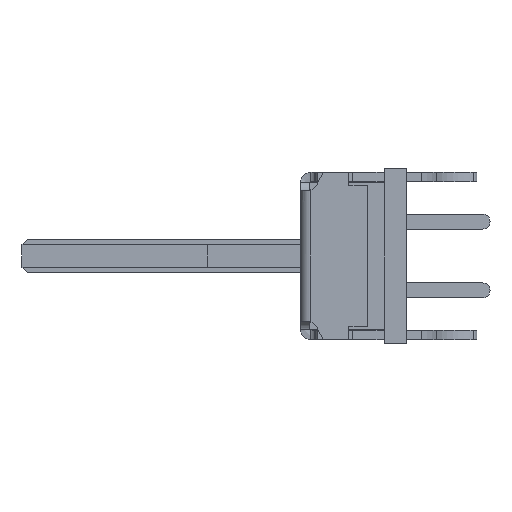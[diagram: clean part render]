
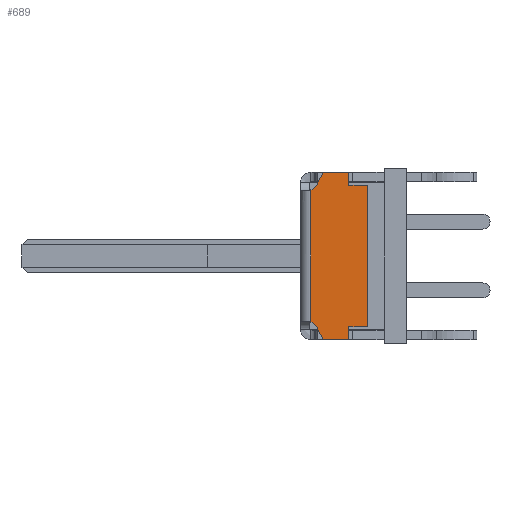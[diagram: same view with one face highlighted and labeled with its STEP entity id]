
A CAD part, left-side view. The second image highlights one B-rep face of the part: STEP entity #689.
In plain terms, the highlighted planar face has unit normal (-1, 0, 0).
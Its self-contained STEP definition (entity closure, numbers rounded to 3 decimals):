
#66 = VECTOR ( 'NONE', #9165, 1000. ) ;
#153 = DIRECTION ( 'NONE',  ( 0., -1., 0. ) ) ;
#160 = LINE ( 'NONE', #4005, #5011 ) ;
#200 = CIRCLE ( 'NONE', #1790, 0.65 ) ;
#253 = CARTESIAN_POINT ( 'NONE',  ( -37.5, 5.95, -3.559 ) ) ;
#269 = EDGE_CURVE ( 'NONE', #9722, #8659, #2059, .T. ) ;
#295 = ORIENTED_EDGE ( 'NONE', *, *, #1514, .F. ) ;
#399 = CARTESIAN_POINT ( 'NONE',  ( -37.5, 3.9, -3.8 ) ) ;
#451 = DIRECTION ( 'NONE',  ( 0., 1., 0. ) ) ;
#638 = PLANE ( 'NONE',  #7199 ) ;
#689 = ADVANCED_FACE ( 'NONE', ( #4435 ), #638, .T. ) ;
#690 = CARTESIAN_POINT ( 'NONE',  ( -37.5, 3.9, 4.5 ) ) ;
#723 = CARTESIAN_POINT ( 'NONE',  ( -37.5, 5.95, 0. ) ) ;
#824 = ORIENTED_EDGE ( 'NONE', *, *, #6480, .T. ) ;
#852 = CARTESIAN_POINT ( 'NONE',  ( -37.5, 4.726, 4.726 ) ) ;
#905 = CARTESIAN_POINT ( 'NONE',  ( -37.5, 5.761, -3.691 ) ) ;
#924 = EDGE_CURVE ( 'NONE', #4634, #6321, #8961, .T. ) ;
#1141 = LINE ( 'NONE', #8846, #4020 ) ;
#1399 = VERTEX_POINT ( 'NONE', #1954 ) ;
#1514 = EDGE_CURVE ( 'NONE', #5832, #3214, #4502, .T. ) ;
#1594 = VERTEX_POINT ( 'NONE', #9436 ) ;
#1609 = CARTESIAN_POINT ( 'NONE',  ( -37.5, 5.283, -4.5 ) ) ;
#1610 = DIRECTION ( 'NONE',  ( 0., -1., 0. ) ) ;
#1626 = EDGE_CURVE ( 'NONE', #1399, #4634, #2397, .T. ) ;
#1729 = EDGE_CURVE ( 'NONE', #3042, #5832, #1141, .T. ) ;
#1754 = DIRECTION ( 'NONE',  ( 0., -1., 0. ) ) ;
#1790 = AXIS2_PLACEMENT_3D ( 'NONE', #8315, #3070, #1610 ) ;
#1793 = DIRECTION ( 'NONE',  ( 0., -1., 0. ) ) ;
#1847 = CARTESIAN_POINT ( 'NONE',  ( -37.5, 2.9, 3.8 ) ) ;
#1954 = CARTESIAN_POINT ( 'NONE',  ( -37.5, 5.691, 3.761 ) ) ;
#2053 = CARTESIAN_POINT ( 'NONE',  ( -37.5, 5.569, -3.929 ) ) ;
#2058 = ORIENTED_EDGE ( 'NONE', *, *, #5392, .T. ) ;
#2059 = LINE ( 'NONE', #7998, #7827 ) ;
#2156 = DIRECTION ( 'NONE',  ( 0., 1., 0. ) ) ;
#2284 = EDGE_CURVE ( 'NONE', #7506, #6274, #200, .T. ) ;
#2396 = VERTEX_POINT ( 'NONE', #8710 ) ;
#2397 = LINE ( 'NONE', #852, #6728 ) ;
#2612 = ORIENTED_EDGE ( 'NONE', *, *, #7071, .F. ) ;
#2733 = CARTESIAN_POINT ( 'NONE',  ( -37.5, 6.15, 4.221 ) ) ;
#2839 = DIRECTION ( 'NONE',  ( -1., 0., 0. ) ) ;
#2848 = VERTEX_POINT ( 'NONE', #8451 ) ;
#2949 = VECTOR ( 'NONE', #6543, 1000. ) ;
#2952 = EDGE_CURVE ( 'NONE', #8792, #2848, #6440, .T. ) ;
#2999 = EDGE_CURVE ( 'NONE', #3732, #8792, #3344, .T. ) ;
#3008 = LINE ( 'NONE', #9805, #7589 ) ;
#3024 = EDGE_CURVE ( 'NONE', #3214, #1594, #9463, .T. ) ;
#3042 = VERTEX_POINT ( 'NONE', #4897 ) ;
#3049 = CARTESIAN_POINT ( 'NONE',  ( -37.5, 5.569, 3.929 ) ) ;
#3070 = DIRECTION ( 'NONE',  ( -1., 0., 0. ) ) ;
#3214 = VERTEX_POINT ( 'NONE', #2053 ) ;
#3340 = ORIENTED_EDGE ( 'NONE', *, *, #8287, .T. ) ;
#3344 = LINE ( 'NONE', #8696, #8831 ) ;
#3389 = DIRECTION ( 'NONE',  ( 0., 0., -1. ) ) ;
#3396 = ORIENTED_EDGE ( 'NONE', *, *, #1626, .T. ) ;
#3732 = VERTEX_POINT ( 'NONE', #690 ) ;
#3780 = DIRECTION ( 'NONE',  ( 0., -1., 0. ) ) ;
#3874 = CARTESIAN_POINT ( 'NONE',  ( -37.5, 6.221, 4.15 ) ) ;
#4005 = CARTESIAN_POINT ( 'NONE',  ( -37.5, 2.9, -3.8 ) ) ;
#4020 = VECTOR ( 'NONE', #451, 1000. ) ;
#4381 = DIRECTION ( 'NONE',  ( 0., 1., 0. ) ) ;
#4435 = FACE_OUTER_BOUND ( 'NONE', #5595, .T. ) ;
#4481 = CARTESIAN_POINT ( 'NONE',  ( -37.5, 0., 0. ) ) ;
#4502 = LINE ( 'NONE', #6047, #5447 ) ;
#4513 = VERTEX_POINT ( 'NONE', #6877 ) ;
#4634 = VERTEX_POINT ( 'NONE', #7019 ) ;
#4897 = CARTESIAN_POINT ( 'NONE',  ( -37.5, 3.9, -4.5 ) ) ;
#5011 = VECTOR ( 'NONE', #1754, 1000. ) ;
#5045 = CARTESIAN_POINT ( 'NONE',  ( -37.5, 2.9, 0. ) ) ;
#5228 = EDGE_CURVE ( 'NONE', #3732, #9722, #3008, .T. ) ;
#5273 = DIRECTION ( 'NONE',  ( 1., 0., 0. ) ) ;
#5392 = EDGE_CURVE ( 'NONE', #8659, #1399, #6445, .T. ) ;
#5447 = VECTOR ( 'NONE', #6899, 1000. ) ;
#5509 = ORIENTED_EDGE ( 'NONE', *, *, #1729, .F. ) ;
#5595 = EDGE_LOOP ( 'NONE', ( #824, #8189, #3340, #7730, #7494, #8986, #5870, #2058, #3396, #6369, #7264, #8263, #2612, #9803, #295, #5509 ) ) ;
#5687 = LINE ( 'NONE', #5045, #6644 ) ;
#5773 = EDGE_CURVE ( 'NONE', #6274, #6321, #6866, .T. ) ;
#5832 = VERTEX_POINT ( 'NONE', #1609 ) ;
#5870 = ORIENTED_EDGE ( 'NONE', *, *, #269, .T. ) ;
#5940 = EDGE_CURVE ( 'NONE', #2396, #4513, #160, .T. ) ;
#6047 = CARTESIAN_POINT ( 'NONE',  ( -37.5, 5.283, -4.5 ) ) ;
#6063 = CARTESIAN_POINT ( 'NONE',  ( -37.5, 4.726, -4.726 ) ) ;
#6165 = LINE ( 'NONE', #6063, #9828 ) ;
#6257 = DIRECTION ( 'NONE',  ( 0., 0., 1. ) ) ;
#6274 = VERTEX_POINT ( 'NONE', #253 ) ;
#6321 = VERTEX_POINT ( 'NONE', #7189 ) ;
#6369 = ORIENTED_EDGE ( 'NONE', *, *, #924, .T. ) ;
#6440 = LINE ( 'NONE', #1847, #6917 ) ;
#6445 = CIRCLE ( 'NONE', #7873, 0.65 ) ;
#6480 = EDGE_CURVE ( 'NONE', #3042, #2396, #7239, .T. ) ;
#6543 = DIRECTION ( 'NONE',  ( 0., 0., 1. ) ) ;
#6644 = VECTOR ( 'NONE', #6257, 1000. ) ;
#6728 = VECTOR ( 'NONE', #7888, 1000. ) ;
#6866 = LINE ( 'NONE', #723, #66 ) ;
#6877 = CARTESIAN_POINT ( 'NONE',  ( -37.5, 2.9, -3.8 ) ) ;
#6899 = DIRECTION ( 'NONE',  ( 0., 0.449, 0.894 ) ) ;
#6917 = VECTOR ( 'NONE', #1793, 1000. ) ;
#6999 = CARTESIAN_POINT ( 'NONE',  ( -37.5, 6.15, -4.221 ) ) ;
#7019 = CARTESIAN_POINT ( 'NONE',  ( -37.5, 5.761, 3.691 ) ) ;
#7071 = EDGE_CURVE ( 'NONE', #1594, #7506, #6165, .T. ) ;
#7189 = CARTESIAN_POINT ( 'NONE',  ( -37.5, 5.95, 3.559 ) ) ;
#7199 = AXIS2_PLACEMENT_3D ( 'NONE', #4481, #2839, #4381 ) ;
#7239 = LINE ( 'NONE', #399, #2949 ) ;
#7264 = ORIENTED_EDGE ( 'NONE', *, *, #5773, .F. ) ;
#7283 = DIRECTION ( 'NONE',  ( 1., 0., 0. ) ) ;
#7360 = AXIS2_PLACEMENT_3D ( 'NONE', #3874, #5273, #3780 ) ;
#7494 = ORIENTED_EDGE ( 'NONE', *, *, #2999, .F. ) ;
#7506 = VERTEX_POINT ( 'NONE', #905 ) ;
#7589 = VECTOR ( 'NONE', #2156, 1000. ) ;
#7730 = ORIENTED_EDGE ( 'NONE', *, *, #2952, .F. ) ;
#7827 = VECTOR ( 'NONE', #8054, 1000. ) ;
#7873 = AXIS2_PLACEMENT_3D ( 'NONE', #2733, #7283, #9582 ) ;
#7888 = DIRECTION ( 'NONE',  ( 0., 0.707, -0.707 ) ) ;
#7998 = CARTESIAN_POINT ( 'NONE',  ( -37.5, 5.283, 4.5 ) ) ;
#8054 = DIRECTION ( 'NONE',  ( 0., 0.449, -0.894 ) ) ;
#8189 = ORIENTED_EDGE ( 'NONE', *, *, #5940, .T. ) ;
#8263 = ORIENTED_EDGE ( 'NONE', *, *, #2284, .F. ) ;
#8287 = EDGE_CURVE ( 'NONE', #4513, #2848, #5687, .T. ) ;
#8315 = CARTESIAN_POINT ( 'NONE',  ( -37.5, 6.221, -4.15 ) ) ;
#8451 = CARTESIAN_POINT ( 'NONE',  ( -37.5, 2.9, 3.8 ) ) ;
#8633 = CARTESIAN_POINT ( 'NONE',  ( -37.5, 3.9, 3.8 ) ) ;
#8659 = VERTEX_POINT ( 'NONE', #3049 ) ;
#8696 = CARTESIAN_POINT ( 'NONE',  ( -37.5, 3.9, 3.8 ) ) ;
#8710 = CARTESIAN_POINT ( 'NONE',  ( -37.5, 3.9, -3.8 ) ) ;
#8792 = VERTEX_POINT ( 'NONE', #8633 ) ;
#8831 = VECTOR ( 'NONE', #3389, 1000. ) ;
#8846 = CARTESIAN_POINT ( 'NONE',  ( -37.5, 3.9, -4.5 ) ) ;
#8961 = CIRCLE ( 'NONE', #7360, 0.65 ) ;
#8986 = ORIENTED_EDGE ( 'NONE', *, *, #5228, .T. ) ;
#9117 = DIRECTION ( 'NONE',  ( 0., 0.707, 0.707 ) ) ;
#9165 = DIRECTION ( 'NONE',  ( 0., 0., 1. ) ) ;
#9436 = CARTESIAN_POINT ( 'NONE',  ( -37.5, 5.691, -3.761 ) ) ;
#9438 = DIRECTION ( 'NONE',  ( -1., 0., 0. ) ) ;
#9463 = CIRCLE ( 'NONE', #9630, 0.65 ) ;
#9582 = DIRECTION ( 'NONE',  ( 0., -1., 0. ) ) ;
#9630 = AXIS2_PLACEMENT_3D ( 'NONE', #6999, #9438, #153 ) ;
#9722 = VERTEX_POINT ( 'NONE', #9774 ) ;
#9774 = CARTESIAN_POINT ( 'NONE',  ( -37.5, 5.283, 4.5 ) ) ;
#9803 = ORIENTED_EDGE ( 'NONE', *, *, #3024, .F. ) ;
#9805 = CARTESIAN_POINT ( 'NONE',  ( -37.5, 3.9, 4.5 ) ) ;
#9828 = VECTOR ( 'NONE', #9117, 1000. ) ;
